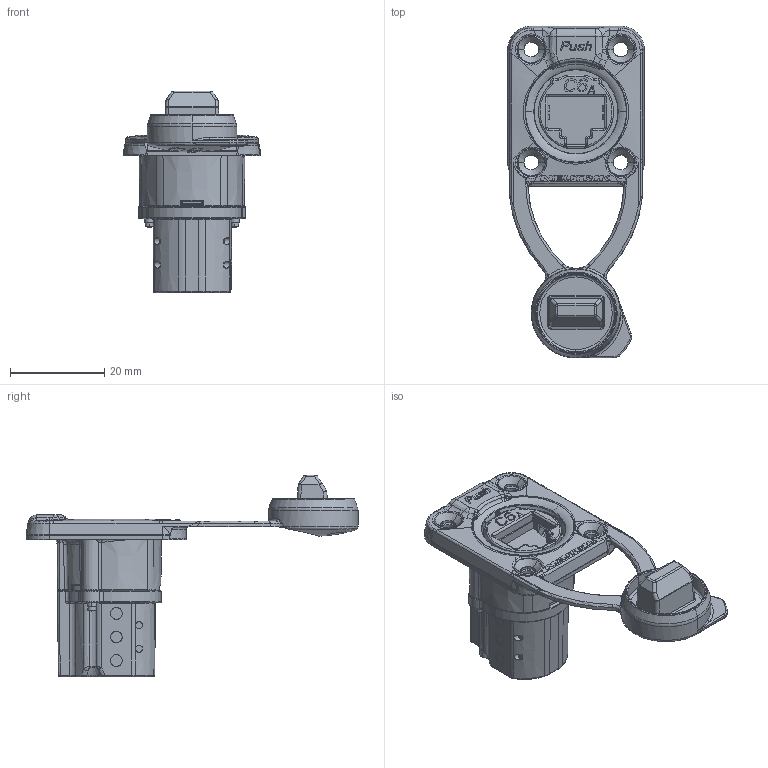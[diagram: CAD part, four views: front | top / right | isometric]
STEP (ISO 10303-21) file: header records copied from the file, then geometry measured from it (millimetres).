
FILE_DESCRIPTION((''),'2;1');
FILE_NAME('NE8FDX-P6-W_3','2023-09-20T12:24:39',('phk'),(''),'CREO PARAMETRIC BY PTC INC, 2021184','CREO PARAMETRIC BY PTC INC, 2021184','');
FILE_SCHEMA(('CONFIG_CONTROL_DESIGN'));
Length unit declared in the file: millimetre
Products named in the file (1): NE8FDX-P6-W_3
Bounding box: 29 x 70.5 x 42.89 mm (x, y, z)
Volume: 12805.2 mm3; surface area: 11988.9 mm2
Topology: 1 solids, 5 shells, 2834 faces, 7356 edges, 4539 vertices
Faces by surface type: plane 1194, bspline 567, cylinder 486, torus 204, cone 203, extrusion 143, sphere 37
Entity records: 113408 total; most frequent: CARTESIAN_POINT 48834, ORIENTED_EDGE 14688, DIRECTION 11644, EDGE_CURVE 7344, VERTEX_POINT 4538, AXIS2_PLACEMENT_3D 3885, VECTOR 3874, LINE 3731
